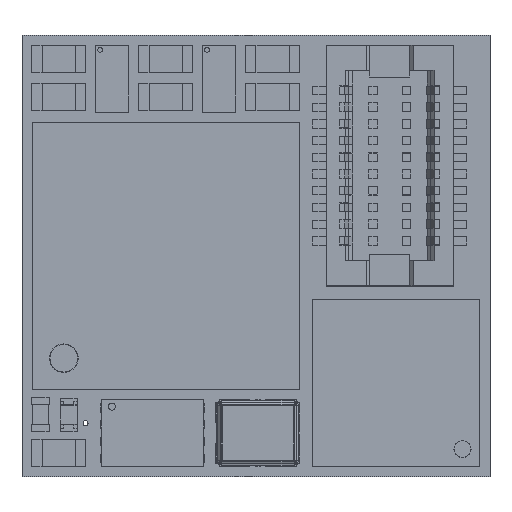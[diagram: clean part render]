
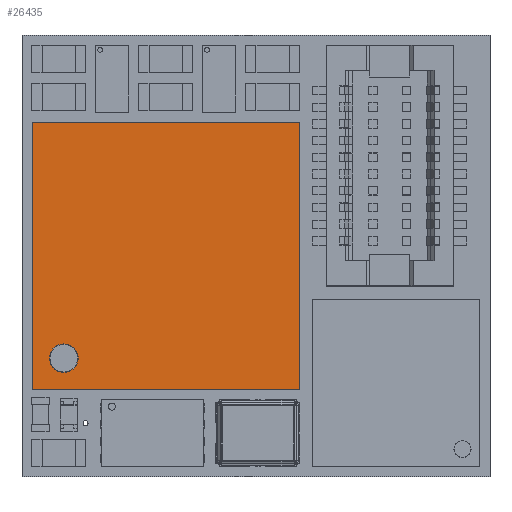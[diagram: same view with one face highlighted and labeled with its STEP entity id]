
A CAD part, top view. The second image highlights one B-rep face of the part: STEP entity #26435.
In plain terms, the highlighted planar face has unit normal (0, 0, 1).
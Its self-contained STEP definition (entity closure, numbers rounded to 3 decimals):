
#22360=FACE_BOUND('',#36887,.T.);
#22361=FACE_BOUND('',#36888,.T.);
#23716=CIRCLE('',#94120,0.427);
#24116=CIRCLE('',#94527,0.427);
#26435=ADVANCED_FACE('',(#22360,#22361),#30069,.T.);
#30069=PLANE('',#94528);
#36887=EDGE_LOOP('',(#47738,#47739));
#36888=EDGE_LOOP('',(#47740,#47741,#47742,#47743));
#47738=ORIENTED_EDGE('',*,*,#71213,.T.);
#47739=ORIENTED_EDGE('',*,*,#70800,.T.);
#47740=ORIENTED_EDGE('',*,*,#71206,.T.);
#47741=ORIENTED_EDGE('',*,*,#71209,.T.);
#47742=ORIENTED_EDGE('',*,*,#71211,.T.);
#47743=ORIENTED_EDGE('',*,*,#71212,.T.);
#62785=VERTEX_POINT('',#125701);
#62786=VERTEX_POINT('',#125702);
#63190=VERTEX_POINT('',#126519);
#63191=VERTEX_POINT('',#126521);
#63192=VERTEX_POINT('',#126525);
#63193=VERTEX_POINT('',#126529);
#70800=EDGE_CURVE('',#62785,#62786,#23716,.T.);
#71206=EDGE_CURVE('',#63191,#63190,#80355,.T.);
#71209=EDGE_CURVE('',#63190,#63192,#80358,.T.);
#71211=EDGE_CURVE('',#63192,#63193,#80360,.T.);
#71212=EDGE_CURVE('',#63193,#63191,#80361,.T.);
#71213=EDGE_CURVE('',#62786,#62785,#24116,.T.);
#80355=LINE('',#126520,#87921);
#80358=LINE('',#126526,#87924);
#80360=LINE('',#126530,#87926);
#80361=LINE('',#126532,#87927);
#87921=VECTOR('',#105690,1.);
#87924=VECTOR('',#105695,1.);
#87926=VECTOR('',#105699,1.);
#87927=VECTOR('',#105702,1.);
#94120=AXIS2_PLACEMENT_3D('',#125700,#104879,#104880);
#94527=AXIS2_PLACEMENT_3D('',#126534,#105705,#105706);
#94528=AXIS2_PLACEMENT_3D('',#126535,#105707,#105708);
#104879=DIRECTION('',(0.,0.,-1.));
#104880=DIRECTION('',(1.,0.,0.));
#105690=DIRECTION('',(-1.,0.,0.));
#105695=DIRECTION('',(0.,-1.,0.));
#105699=DIRECTION('',(1.,0.,0.));
#105702=DIRECTION('',(0.,1.,0.));
#105705=DIRECTION('',(0.,0.,-1.));
#105706=DIRECTION('',(1.,0.,0.));
#105707=DIRECTION('',(0.,0.,1.));
#105708=DIRECTION('',(-1.,0.,0.));
#125700=CARTESIAN_POINT('',(-5.748,-3.058,0.85));
#125701=CARTESIAN_POINT('',(-6.175,-3.058,0.85));
#125702=CARTESIAN_POINT('',(-5.322,-3.058,0.85));
#126519=CARTESIAN_POINT('',(-6.69,4.,0.85));
#126520=CARTESIAN_POINT('',(-6.69,4.,0.85));
#126521=CARTESIAN_POINT('',(1.31,4.,0.85));
#126525=CARTESIAN_POINT('',(-6.69,-4.,0.85));
#126526=CARTESIAN_POINT('',(-6.69,-4.,0.85));
#126529=CARTESIAN_POINT('',(1.31,-4.,0.85));
#126530=CARTESIAN_POINT('',(-6.69,-4.,0.85));
#126532=CARTESIAN_POINT('',(1.31,-4.,0.85));
#126534=CARTESIAN_POINT('',(-5.748,-3.058,0.85));
#126535=CARTESIAN_POINT('',(1.31,4.,0.85));
